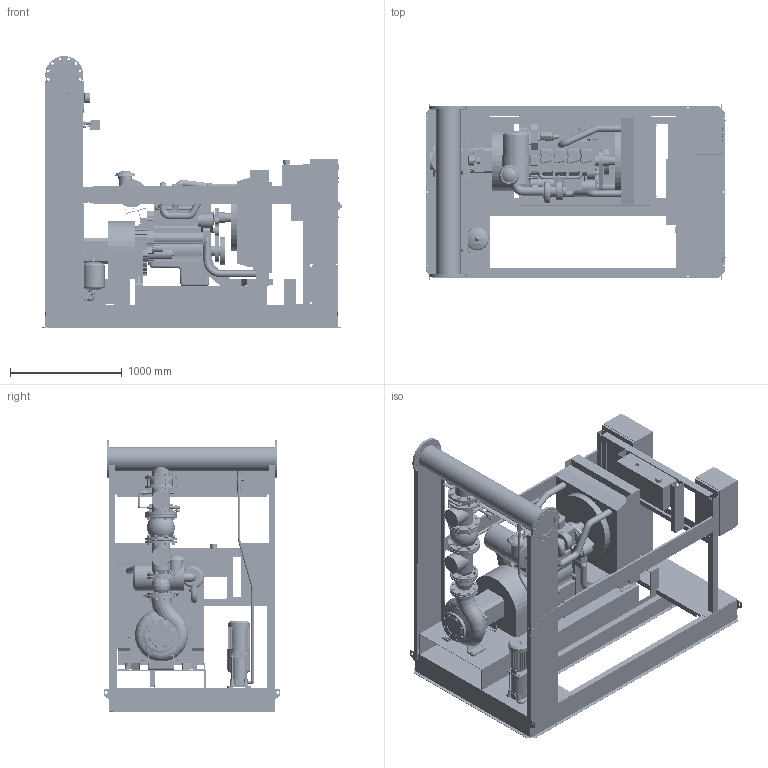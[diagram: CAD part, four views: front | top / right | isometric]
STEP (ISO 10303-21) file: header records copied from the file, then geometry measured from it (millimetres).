
FILE_DESCRIPTION((''),'2;1');
FILE_NAME('3d_Sifire-EN-125_250-237-109_1.1DJ-4183919.stp','2015-05-26T10:12:20',(''),(''),'Mechanical Desktop 2009','Mechanical Desktop 2009',', , ');
FILE_SCHEMA(('CONFIG_CONTROL_DESIGN'));
Length unit declared in the file: millimetre
Products named in the file (1): Product
Bounding box: 2685.5 x 1582 x 2433 mm (x, y, z)
Volume: 832126347.6 mm3; surface area: 49082394.4 mm2
Topology: 219 solids, 219 shells, 5640 faces, 13686 edges, 8642 vertices
Faces by surface type: plane 2157, bspline 1445, cylinder 1260, cone 580, torus 168, sphere 30
Entity records: 180099 total; most frequent: CARTESIAN_POINT 54085, ORIENTED_EDGE 27298, DIRECTION 24528, EDGE_CURVE 13649, VERTEX_POINT 8640, AXIS2_PLACEMENT_3D 8544, VECTOR 7440, LINE 7440
